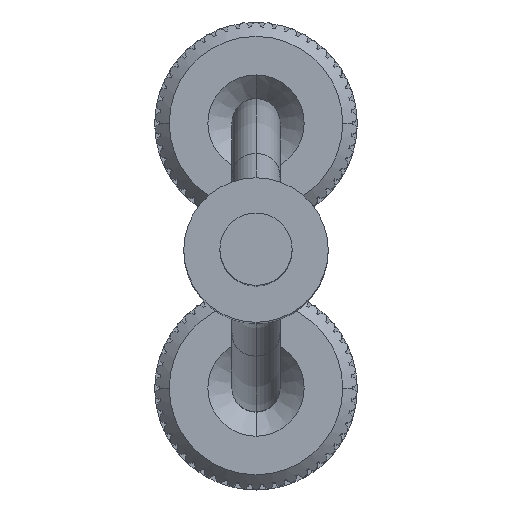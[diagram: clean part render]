
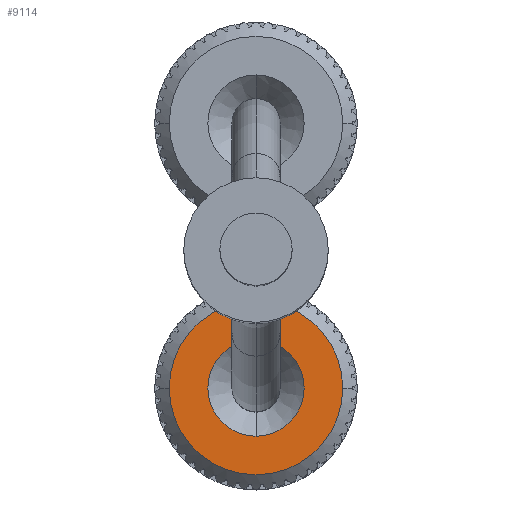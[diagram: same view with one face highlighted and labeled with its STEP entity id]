
A CAD part, top view. The second image highlights one B-rep face of the part: STEP entity #9114.
In plain terms, the highlighted face is planar.
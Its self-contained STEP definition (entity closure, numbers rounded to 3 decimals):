
#3003=CARTESIAN_POINT('',(0.,0.,0.));
#3004=DIRECTION('',(1.,0.,0.));
#3005=DIRECTION('',(0.,0.,1.));
#3006=AXIS2_PLACEMENT_3D('',#3003,#3004,#3005);
#3008=CARTESIAN_POINT('',(0.,0.,0.));
#3009=DIRECTION('',(1.,0.,0.));
#3010=DIRECTION('',(0.,0.,-1.));
#3011=AXIS2_PLACEMENT_3D('',#3008,#3009,#3010);
#3013=CARTESIAN_POINT('',(0.,0.,0.));
#3014=DIRECTION('',(1.,0.,0.));
#3015=DIRECTION('',(0.,-1.,0.));
#3016=AXIS2_PLACEMENT_3D('',#3013,#3014,#3015);
#3018=CARTESIAN_POINT('',(0.,0.,0.));
#3019=DIRECTION('',(1.,0.,0.));
#3020=DIRECTION('',(0.,1.,0.));
#3021=AXIS2_PLACEMENT_3D('',#3018,#3019,#3020);
#6522=CARTESIAN_POINT('',(0.,0.,1.8));
#6523=CARTESIAN_POINT('',(0.,0.,-1.8));
#6524=VERTEX_POINT('',#6522);
#6525=VERTEX_POINT('',#6523);
#6784=CARTESIAN_POINT('',(0.,-1.,0.));
#6785=CARTESIAN_POINT('',(0.,1.,0.));
#6786=VERTEX_POINT('',#6784);
#6787=VERTEX_POINT('',#6785);
#9098=CARTESIAN_POINT('',(0.,0.,0.));
#9099=DIRECTION('',(1.,0.,0.));
#9100=DIRECTION('',(0.,-1.,0.));
#9101=AXIS2_PLACEMENT_3D('',#9098,#9099,#9100);
#9102=PLANE('',#9101);
#9104=ORIENTED_EDGE('',*,*,#9103,.T.);
#9106=ORIENTED_EDGE('',*,*,#9105,.T.);
#9107=EDGE_LOOP('',(#9104,#9106));
#9108=FACE_OUTER_BOUND('',#9107,.F.);
#9110=ORIENTED_EDGE('',*,*,#9109,.F.);
#9111=ORIENTED_EDGE('',*,*,#9088,.F.);
#9112=EDGE_LOOP('',(#9110,#9111));
#9113=FACE_BOUND('',#9112,.F.);
#3007=CIRCLE('',#3006,1.8);
#3012=CIRCLE('',#3011,1.8);
#3017=CIRCLE('',#3016,1.);
#3022=CIRCLE('',#3021,1.);
#9088=EDGE_CURVE('',#6787,#6786,#3022,.T.);
#9103=EDGE_CURVE('',#6524,#6525,#3007,.T.);
#9105=EDGE_CURVE('',#6525,#6524,#3012,.T.);
#9109=EDGE_CURVE('',#6786,#6787,#3017,.T.);
#9114=ADVANCED_FACE('',(#9108,#9113),#9102,.F.);
